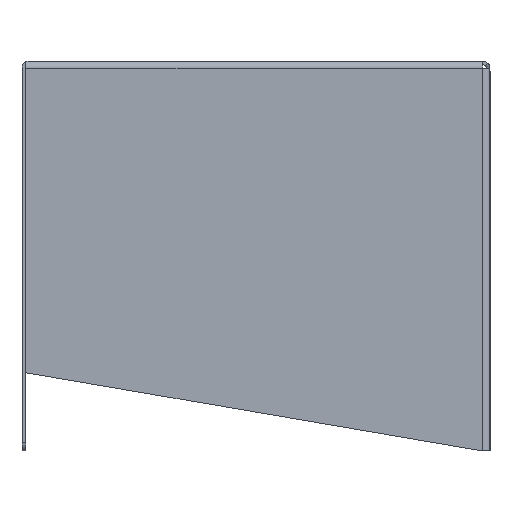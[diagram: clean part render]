
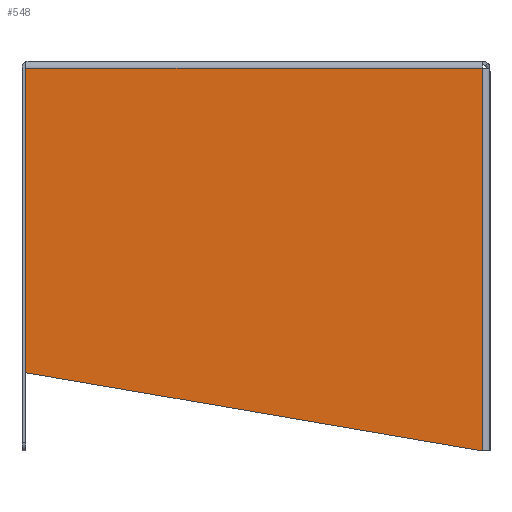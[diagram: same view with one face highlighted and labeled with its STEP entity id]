
A CAD part, left-side view. The second image highlights one B-rep face of the part: STEP entity #548.
In plain terms, the highlighted planar face has unit normal (-1, 0, 0).
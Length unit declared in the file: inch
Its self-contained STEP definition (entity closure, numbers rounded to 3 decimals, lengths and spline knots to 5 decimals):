
#4 = VECTOR ( 'NONE', #2191, 39.37008 ) ;
#72 = CARTESIAN_POINT ( 'NONE',  ( 0., 0.095, 9.81 ) ) ;
#95 = CARTESIAN_POINT ( 'NONE',  ( 0., 0., 0. ) ) ;
#214 = CARTESIAN_POINT ( 'NONE',  ( 0., 11.80992, 0. ) ) ;
#383 = DIRECTION ( 'NONE',  ( 0., 0., 1. ) ) ;
#410 = DIRECTION ( 'NONE',  ( 0., 0., -1. ) ) ;
#419 = DIRECTION ( 'NONE',  ( 0., -1., 0. ) ) ;
#424 = EDGE_CURVE ( 'NONE', #598, #2065, #769, .T. ) ;
#476 = VERTEX_POINT ( 'NONE', #1174 ) ;
#516 = VECTOR ( 'NONE', #419, 39.37008 ) ;
#548 = ADVANCED_FACE ( 'NONE', ( #973 ), #1350, .T. ) ;
#563 = EDGE_CURVE ( 'NONE', #476, #1455, #1152, .T. ) ;
#586 = EDGE_CURVE ( 'NONE', #2065, #2082, #813, .T. ) ;
#598 = VERTEX_POINT ( 'NONE', #1814 ) ;
#609 = EDGE_LOOP ( 'NONE', ( #1570, #1537, #1816, #1730, #1977 ) ) ;
#705 = VECTOR ( 'NONE', #410, 39.37008 ) ;
#769 = LINE ( 'NONE', #214, #705 ) ;
#813 = LINE ( 'NONE', #2038, #4 ) ;
#835 = DIRECTION ( 'NONE',  ( 0., 0., 1. ) ) ;
#949 = LINE ( 'NONE', #1457, #516 ) ;
#973 = FACE_OUTER_BOUND ( 'NONE', #609, .T. ) ;
#979 = CARTESIAN_POINT ( 'NONE',  ( 0., 0.095, 0. ) ) ;
#1124 = EDGE_CURVE ( 'NONE', #2082, #476, #1589, .T. ) ;
#1142 = DIRECTION ( 'NONE',  ( 0., 0., 1. ) ) ;
#1152 = LINE ( 'NONE', #2015, #2031 ) ;
#1174 = CARTESIAN_POINT ( 'NONE',  ( 0., 0.095, 9.80992 ) ) ;
#1301 = CARTESIAN_POINT ( 'NONE',  ( 0., 11.80992, 2.00827 ) ) ;
#1329 = DIRECTION ( 'NONE',  ( -1., 0., 0. ) ) ;
#1350 = PLANE ( 'NONE',  #1713 ) ;
#1455 = VERTEX_POINT ( 'NONE', #72 ) ;
#1457 = CARTESIAN_POINT ( 'NONE',  ( 0., 11.715, 9.81 ) ) ;
#1537 = ORIENTED_EDGE ( 'NONE', *, *, #424, .T. ) ;
#1564 = EDGE_CURVE ( 'NONE', #598, #1455, #949, .T. ) ;
#1570 = ORIENTED_EDGE ( 'NONE', *, *, #1564, .F. ) ;
#1589 = LINE ( 'NONE', #1937, #1715 ) ;
#1713 = AXIS2_PLACEMENT_3D ( 'NONE', #95, #1329, #835 ) ;
#1715 = VECTOR ( 'NONE', #383, 39.37008 ) ;
#1730 = ORIENTED_EDGE ( 'NONE', *, *, #1124, .T. ) ;
#1814 = CARTESIAN_POINT ( 'NONE',  ( 0., 11.80992, 9.81 ) ) ;
#1816 = ORIENTED_EDGE ( 'NONE', *, *, #586, .T. ) ;
#1937 = CARTESIAN_POINT ( 'NONE',  ( 0., 0.095, 0. ) ) ;
#1977 = ORIENTED_EDGE ( 'NONE', *, *, #563, .T. ) ;
#2015 = CARTESIAN_POINT ( 'NONE',  ( 0., 0.095, 9.80992 ) ) ;
#2031 = VECTOR ( 'NONE', #1142, 39.37008 ) ;
#2038 = CARTESIAN_POINT ( 'NONE',  ( 0., 11.80992, 2.00827 ) ) ;
#2065 = VERTEX_POINT ( 'NONE', #1301 ) ;
#2082 = VERTEX_POINT ( 'NONE', #979 ) ;
#2191 = DIRECTION ( 'NONE',  ( 0., -0.986, -0.169 ) ) ;
